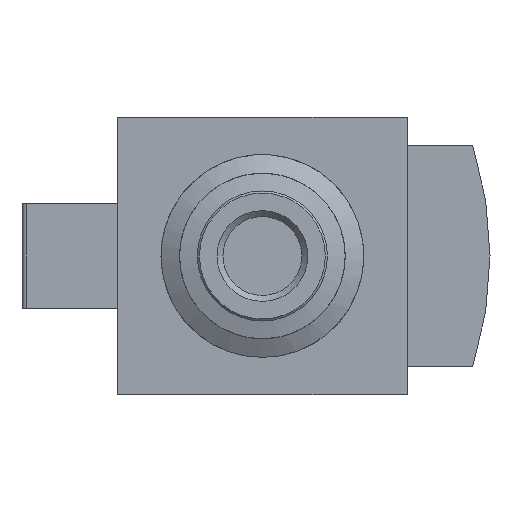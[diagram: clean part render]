
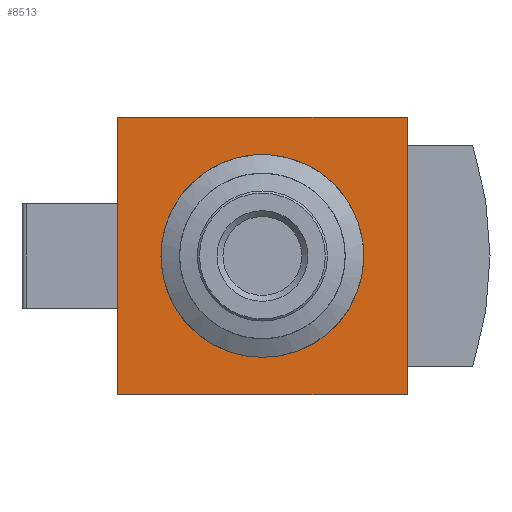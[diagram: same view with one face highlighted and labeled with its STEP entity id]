
A CAD part, front view. The second image highlights one B-rep face of the part: STEP entity #8513.
In plain terms, the highlighted planar face has unit normal (0, -1, 0).
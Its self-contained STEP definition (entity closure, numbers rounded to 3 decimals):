
#142=PLANE('',#8979);
#367=LINE('',#11160,#1047);
#474=LINE('',#11384,#1154);
#489=LINE('',#11422,#1169);
#594=LINE('',#11877,#1274);
#1047=VECTOR('',#9360,1000.);
#1154=VECTOR('',#9533,1000.);
#1169=VECTOR('',#9562,1000.);
#1274=VECTOR('',#9845,1000.);
#2406=ORIENTED_EDGE('',*,*,#4008,.F.);
#2407=ORIENTED_EDGE('',*,*,#3529,.F.);
#2408=ORIENTED_EDGE('',*,*,#3644,.F.);
#2409=ORIENTED_EDGE('',*,*,#3848,.F.);
#2410=ORIENTED_EDGE('',*,*,#3664,.F.);
#3529=EDGE_CURVE('',#4407,#4408,#367,.T.);
#3644=EDGE_CURVE('',#4491,#4407,#474,.T.);
#3664=EDGE_CURVE('',#4408,#4508,#489,.T.);
#3848=EDGE_CURVE('',#4508,#4491,#594,.T.);
#4008=EDGE_CURVE('',#4784,#4784,#5044,.F.);
#4407=VERTEX_POINT('',#11159);
#4408=VERTEX_POINT('',#11161);
#4491=VERTEX_POINT('',#11383);
#4508=VERTEX_POINT('',#11423);
#4784=VERTEX_POINT('',#12197);
#5044=CIRCLE('',#8980,14.7);
#5224=EDGE_LOOP('',(#2406));
#5225=EDGE_LOOP('',(#2407,#2408,#2409,#2410));
#5625=FACE_BOUND('',#5224,.T.);
#5626=FACE_BOUND('',#5225,.T.);
#8513=ADVANCED_FACE('',(#5625,#5626),#142,.F.);
#8979=AXIS2_PLACEMENT_3D('',#12195,#10109,#10110);
#8980=AXIS2_PLACEMENT_3D('',#12196,#10111,#10112);
#9360=DIRECTION('',(0.,0.,1.));
#9533=DIRECTION('',(-1.,0.,0.));
#9562=DIRECTION('',(1.,0.,0.));
#9845=DIRECTION('',(0.,0.,-1.));
#10109=DIRECTION('',(0.,1.,0.));
#10110=DIRECTION('',(0.,0.,1.));
#10111=DIRECTION('',(0.,1.,0.));
#10112=DIRECTION('',(0.,0.,1.));
#11159=CARTESIAN_POINT('',(-21.,-31.5,-20.1));
#11160=CARTESIAN_POINT('',(-21.,-31.5,-20.1));
#11161=CARTESIAN_POINT('',(-21.,-31.5,20.1));
#11383=CARTESIAN_POINT('',(21.,-31.5,-20.1));
#11384=CARTESIAN_POINT('',(21.,-31.5,-20.1));
#11422=CARTESIAN_POINT('',(-21.,-31.5,20.1));
#11423=CARTESIAN_POINT('',(21.,-31.5,20.1));
#11877=CARTESIAN_POINT('',(21.,-31.5,20.1));
#12195=CARTESIAN_POINT('',(0.,-31.5,0.));
#12196=CARTESIAN_POINT('',(0.,-31.5,0.));
#12197=CARTESIAN_POINT('',(0.,-31.5,14.7));
